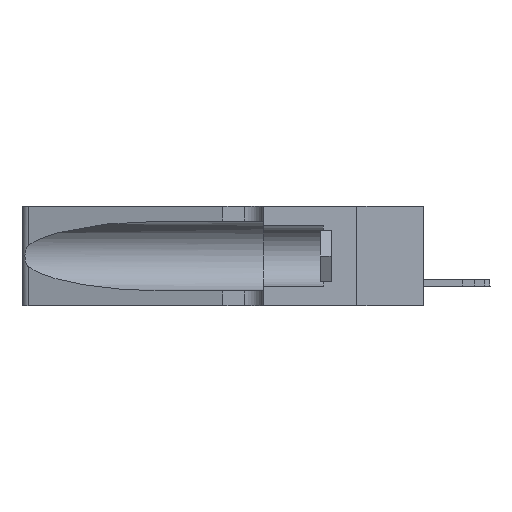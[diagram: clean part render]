
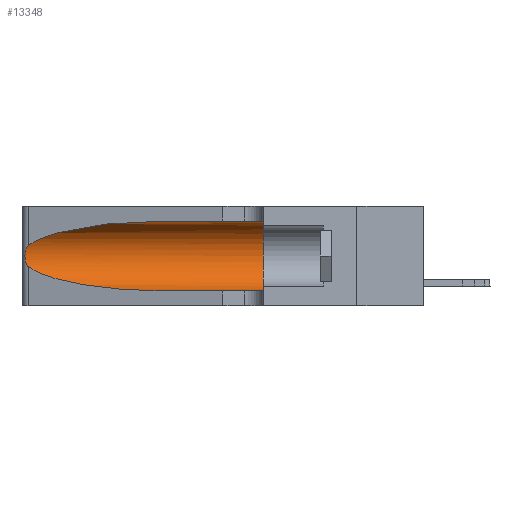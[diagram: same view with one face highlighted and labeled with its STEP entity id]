
A CAD part, left-side view. The second image highlights one B-rep face of the part: STEP entity #13348.
In plain terms, the highlighted cylindrical face has radius 3.308 mm (diameter 6.617 mm), a partial arc.
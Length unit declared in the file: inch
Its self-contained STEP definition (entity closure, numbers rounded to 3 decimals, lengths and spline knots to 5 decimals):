
#337 = ORIENTED_EDGE ( 'NONE', *, *, #20689, .F. ) ;
#386 = EDGE_CURVE ( 'NONE', #17683, #3476, #1475, .T. ) ;
#1000 = CARTESIAN_POINT ( 'NONE',  ( 0.25639, 1.23186, 0.15144 ) ) ;
#1103 = DIRECTION ( 'NONE',  ( 0., -1., 0. ) ) ;
#1475 =( BOUNDED_CURVE ( )  B_SPLINE_CURVE ( 3, ( #9752, #23623, #6008, #2034 ),
 .UNSPECIFIED., .F., .F. ) 
 B_SPLINE_CURVE_WITH_KNOTS ( ( 4, 4 ),
 ( 3.44316, 4.71239 ),
 .UNSPECIFIED. ) 
 CURVE ( )  GEOMETRIC_REPRESENTATION_ITEM ( )  RATIONAL_B_SPLINE_CURVE ( ( 1., 0.87, 0.87, 1. ) ) 
 REPRESENTATION_ITEM ( '' )  );
#1948 = VERTEX_POINT ( 'NONE', #22630 ) ;
#2034 = CARTESIAN_POINT ( 'NONE',  ( 0.1305, 0.72297, 0.05475 ) ) ;
#2262 = B_SPLINE_CURVE_WITH_KNOTS ( 'NONE', 3,
 ( #22957, #22801, #3109, #18572, #8812, #12849, #6726, #18766, #10826, #22621, #2938, #1000, #20782, #10915 ),
 .UNSPECIFIED., .F., .F.,
 ( 4, 2, 2, 2, 2, 2, 4 ),
 ( 0., 0.00027, 0.00053, 0.00107, 0.0016, 0.00187, 0.00214 ),
 .UNSPECIFIED. ) ;
#2517 = ORIENTED_EDGE ( 'NONE', *, *, #386, .T. ) ;
#2938 = CARTESIAN_POINT ( 'NONE',  ( 0.25789, 1.23486, 0.15765 ) ) ;
#3068 = ORIENTED_EDGE ( 'NONE', *, *, #20919, .T. ) ;
#3109 = CARTESIAN_POINT ( 'NONE',  ( 0.25639, 1.23184, 0.21858 ) ) ;
#3440 = LINE ( 'NONE', #4931, #19235 ) ;
#3476 = VERTEX_POINT ( 'NONE', #13290 ) ;
#4135 = CARTESIAN_POINT ( 'NONE',  ( 0.1305, 0.35, 0.185 ) ) ;
#4931 = CARTESIAN_POINT ( 'NONE',  ( 0.1305, 1.61858, 0.05475 ) ) ;
#5036 = EDGE_CURVE ( 'NONE', #1948, #22461, #14395, .T. ) ;
#5193 = CARTESIAN_POINT ( 'NONE',  ( 0.1305, 0.35, 0.31525 ) ) ;
#6008 = CARTESIAN_POINT ( 'NONE',  ( 0.18966, 0.96281, 0.05475 ) ) ;
#6286 = DIRECTION ( 'NONE',  ( 0., -1., 0. ) ) ;
#6621 = DIRECTION ( 'NONE',  ( 0., 0., -1. ) ) ;
#6726 = CARTESIAN_POINT ( 'NONE',  ( 0.26075, 1.23896, 0.19203 ) ) ;
#6990 = ORIENTED_EDGE ( 'NONE', *, *, #5036, .F. ) ;
#7149 = EDGE_CURVE ( 'NONE', #1948, #8308, #12685, .T. ) ;
#7180 = CARTESIAN_POINT ( 'NONE',  ( 0.2373, 1.15595, 0.28018 ) ) ;
#7353 = CARTESIAN_POINT ( 'NONE',  ( 0.1305, 1.61858, 0.31525 ) ) ;
#8308 = VERTEX_POINT ( 'NONE', #20557 ) ;
#8812 = CARTESIAN_POINT ( 'NONE',  ( 0.25854, 1.2359, 0.20912 ) ) ;
#9245 = AXIS2_PLACEMENT_3D ( 'NONE', #4135, #22045, #15999 ) ;
#9752 = CARTESIAN_POINT ( 'NONE',  ( 0.25487, 1.22718, 0.14631 ) ) ;
#10122 = CARTESIAN_POINT ( 'NONE',  ( 0.1305, 1.61858, 0.185 ) ) ;
#10826 = CARTESIAN_POINT ( 'NONE',  ( 0.26017, 1.23833, 0.17102 ) ) ;
#10915 = CARTESIAN_POINT ( 'NONE',  ( 0.25487, 1.22718, 0.14631 ) ) ;
#12672 = CARTESIAN_POINT ( 'NONE',  ( 0.25487, 1.22718, 0.14631 ) ) ;
#12685 =( BOUNDED_CURVE ( )  B_SPLINE_CURVE ( 3, ( #16862, #24928, #7180, #23039 ),
 .UNSPECIFIED., .F., .T. ) 
 B_SPLINE_CURVE_WITH_KNOTS ( ( 4, 4 ),
 ( 1.5708, 2.84003 ),
 .UNSPECIFIED. ) 
 CURVE ( )  GEOMETRIC_REPRESENTATION_ITEM ( )  RATIONAL_B_SPLINE_CURVE ( ( 1., 0.87, 0.87, 1. ) ) 
 REPRESENTATION_ITEM ( '' )  );
#12849 = CARTESIAN_POINT ( 'NONE',  ( 0.26018, 1.23835, 0.19895 ) ) ;
#13027 = ORIENTED_EDGE ( 'NONE', *, *, #7149, .T. ) ;
#13290 = CARTESIAN_POINT ( 'NONE',  ( 0.1305, 0.72297, 0.05475 ) ) ;
#13348 = ADVANCED_FACE ( 'NONE', ( #21412 ), #16398, .F. ) ;
#14141 = CARTESIAN_POINT ( 'NONE',  ( 0.1305, 0.35, 0.05475 ) ) ;
#14395 = LINE ( 'NONE', #7353, #20305 ) ;
#15102 = DIRECTION ( 'NONE',  ( 0., -1., 0. ) ) ;
#15927 = EDGE_LOOP ( 'NONE', ( #13027, #21128, #2517, #3068, #337, #6990 ) ) ;
#15999 = DIRECTION ( 'NONE',  ( 0., 0., 1. ) ) ;
#16398 = CYLINDRICAL_SURFACE ( 'NONE', #21086, 0.13025 ) ;
#16862 = CARTESIAN_POINT ( 'NONE',  ( 0.1305, 0.72297, 0.31525 ) ) ;
#17662 = EDGE_CURVE ( 'NONE', #8308, #17683, #2262, .T. ) ;
#17683 = VERTEX_POINT ( 'NONE', #12672 ) ;
#18572 = CARTESIAN_POINT ( 'NONE',  ( 0.25787, 1.23484, 0.2124 ) ) ;
#18766 = CARTESIAN_POINT ( 'NONE',  ( 0.26075, 1.23896, 0.178 ) ) ;
#19235 = VECTOR ( 'NONE', #1103, 39.37008 ) ;
#19259 = CIRCLE ( 'NONE', #9245, 0.13025 ) ;
#20305 = VECTOR ( 'NONE', #15102, 39.37008 ) ;
#20557 = CARTESIAN_POINT ( 'NONE',  ( 0.25487, 1.22718, 0.22369 ) ) ;
#20689 = EDGE_CURVE ( 'NONE', #22461, #21448, #19259, .T. ) ;
#20782 = CARTESIAN_POINT ( 'NONE',  ( 0.25555, 1.22993, 0.14849 ) ) ;
#20919 = EDGE_CURVE ( 'NONE', #3476, #21448, #3440, .T. ) ;
#21086 = AXIS2_PLACEMENT_3D ( 'NONE', #10122, #6286, #6621 ) ;
#21128 = ORIENTED_EDGE ( 'NONE', *, *, #17662, .T. ) ;
#21412 = FACE_OUTER_BOUND ( 'NONE', #15927, .T. ) ;
#21448 = VERTEX_POINT ( 'NONE', #14141 ) ;
#22045 = DIRECTION ( 'NONE',  ( 0., 1., 0. ) ) ;
#22461 = VERTEX_POINT ( 'NONE', #5193 ) ;
#22621 = CARTESIAN_POINT ( 'NONE',  ( 0.25856, 1.23593, 0.16098 ) ) ;
#22630 = CARTESIAN_POINT ( 'NONE',  ( 0.1305, 0.72297, 0.31525 ) ) ;
#22801 = CARTESIAN_POINT ( 'NONE',  ( 0.25555, 1.22994, 0.2215 ) ) ;
#22957 = CARTESIAN_POINT ( 'NONE',  ( 0.25487, 1.22718, 0.22369 ) ) ;
#23039 = CARTESIAN_POINT ( 'NONE',  ( 0.25487, 1.22718, 0.22369 ) ) ;
#23623 = CARTESIAN_POINT ( 'NONE',  ( 0.2373, 1.15595, 0.08982 ) ) ;
#24928 = CARTESIAN_POINT ( 'NONE',  ( 0.18966, 0.96281, 0.31525 ) ) ;
